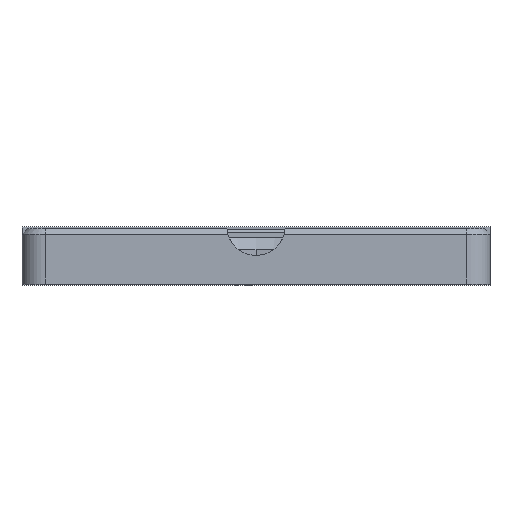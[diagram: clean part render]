
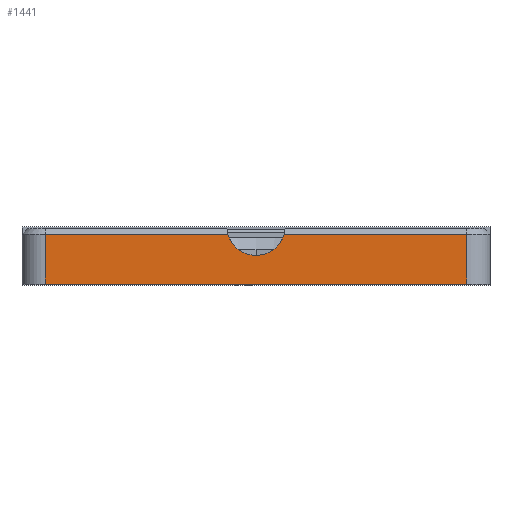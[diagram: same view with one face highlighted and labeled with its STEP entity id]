
A CAD part, top view. The second image highlights one B-rep face of the part: STEP entity #1441.
In plain terms, the highlighted planar face has unit normal (0, 0, 1).
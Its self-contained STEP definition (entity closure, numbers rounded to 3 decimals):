
#33 = CARTESIAN_POINT ( 'NONE',  ( 20., -4., 20. ) ) ;
#34 = AXIS2_PLACEMENT_3D ( 'NONE', #1630, #1235, #4065 ) ;
#169 = EDGE_LOOP ( 'NONE', ( #1711, #2242, #4044, #490, #5210, #3526 ) ) ;
#388 = LINE ( 'NONE', #1201, #2659 ) ;
#480 = CARTESIAN_POINT ( 'NONE',  ( 18., 0.75, 20. ) ) ;
#490 = ORIENTED_EDGE ( 'NONE', *, *, #889, .T. ) ;
#703 = EDGE_CURVE ( 'NONE', #4544, #4310, #1995, .T. ) ;
#819 = VECTOR ( 'NONE', #1642, 1000. ) ;
#889 = EDGE_CURVE ( 'NONE', #5229, #2814, #2331, .T. ) ;
#1201 = CARTESIAN_POINT ( 'NONE',  ( 0., 0.25, 20. ) ) ;
#1222 = CARTESIAN_POINT ( 'NONE',  ( -18., 0.25, 20. ) ) ;
#1235 = DIRECTION ( 'NONE',  ( 0., 0., -1. ) ) ;
#1270 = CARTESIAN_POINT ( 'NONE',  ( 2.4, 0.25, 20. ) ) ;
#1314 = CARTESIAN_POINT ( 'NONE',  ( 0., 0.75, 20. ) ) ;
#1410 = EDGE_CURVE ( 'NONE', #3537, #1653, #1629, .T. ) ;
#1441 = ADVANCED_FACE ( 'NONE', ( #2113 ), #4941, .T. ) ;
#1629 = CIRCLE ( 'NONE', #34, 2.5 ) ;
#1630 = CARTESIAN_POINT ( 'NONE',  ( 0., 0.95, 20. ) ) ;
#1642 = DIRECTION ( 'NONE',  ( -1., 0., 0. ) ) ;
#1653 = VERTEX_POINT ( 'NONE', #4306 ) ;
#1711 = ORIENTED_EDGE ( 'NONE', *, *, #3994, .T. ) ;
#1798 = DIRECTION ( 'NONE',  ( -1., 0., 0. ) ) ;
#1890 = VECTOR ( 'NONE', #2385, 1000. ) ;
#1995 = LINE ( 'NONE', #480, #1890 ) ;
#2113 = FACE_OUTER_BOUND ( 'NONE', #169, .T. ) ;
#2240 = CARTESIAN_POINT ( 'NONE',  ( 18., 0.25, 20. ) ) ;
#2242 = ORIENTED_EDGE ( 'NONE', *, *, #1410, .T. ) ;
#2331 = LINE ( 'NONE', #3153, #2550 ) ;
#2385 = DIRECTION ( 'NONE',  ( 0., 1., 0. ) ) ;
#2408 = EDGE_CURVE ( 'NONE', #1653, #5229, #388, .T. ) ;
#2418 = DIRECTION ( 'NONE',  ( -1., 0., 0. ) ) ;
#2528 = DIRECTION ( 'NONE',  ( 1., 0., 0. ) ) ;
#2550 = VECTOR ( 'NONE', #4655, 1000. ) ;
#2659 = VECTOR ( 'NONE', #2418, 1000. ) ;
#2814 = VERTEX_POINT ( 'NONE', #4123 ) ;
#2884 = LINE ( 'NONE', #33, #819 ) ;
#2930 = DIRECTION ( 'NONE',  ( 0., 0., 1. ) ) ;
#2988 = EDGE_CURVE ( 'NONE', #4544, #2814, #2884, .T. ) ;
#3018 = LINE ( 'NONE', #3068, #4542 ) ;
#3068 = CARTESIAN_POINT ( 'NONE',  ( 0., 0.25, 20. ) ) ;
#3153 = CARTESIAN_POINT ( 'NONE',  ( -18., 0.75, 20. ) ) ;
#3526 = ORIENTED_EDGE ( 'NONE', *, *, #703, .T. ) ;
#3537 = VERTEX_POINT ( 'NONE', #1270 ) ;
#3994 = EDGE_CURVE ( 'NONE', #4310, #3537, #3018, .T. ) ;
#4044 = ORIENTED_EDGE ( 'NONE', *, *, #2408, .T. ) ;
#4065 = DIRECTION ( 'NONE',  ( 1., 0., 0. ) ) ;
#4123 = CARTESIAN_POINT ( 'NONE',  ( -18., -4., 20. ) ) ;
#4306 = CARTESIAN_POINT ( 'NONE',  ( -2.4, 0.25, 20. ) ) ;
#4310 = VERTEX_POINT ( 'NONE', #2240 ) ;
#4376 = CARTESIAN_POINT ( 'NONE',  ( 18., -4., 20. ) ) ;
#4542 = VECTOR ( 'NONE', #1798, 1000. ) ;
#4544 = VERTEX_POINT ( 'NONE', #4376 ) ;
#4655 = DIRECTION ( 'NONE',  ( 0., -1., 0. ) ) ;
#4941 = PLANE ( 'NONE',  #5009 ) ;
#5009 = AXIS2_PLACEMENT_3D ( 'NONE', #1314, #2930, #2528 ) ;
#5210 = ORIENTED_EDGE ( 'NONE', *, *, #2988, .F. ) ;
#5229 = VERTEX_POINT ( 'NONE', #1222 ) ;
